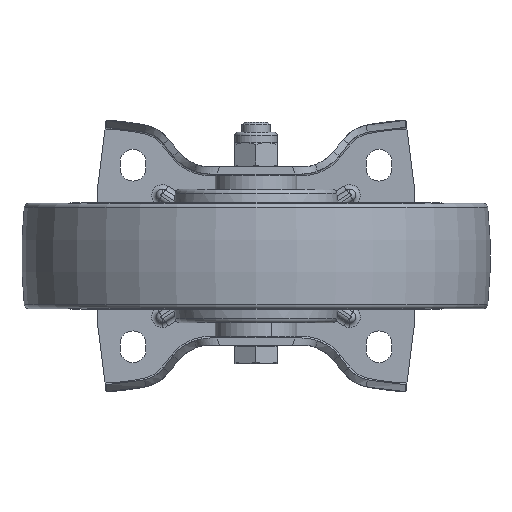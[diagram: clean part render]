
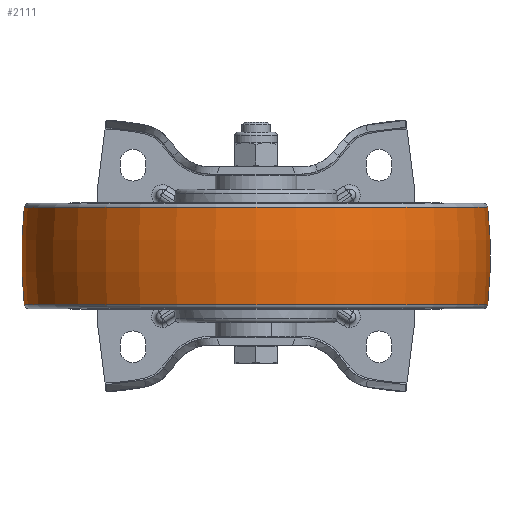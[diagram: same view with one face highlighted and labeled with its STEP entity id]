
A CAD part, front view. The second image highlights one B-rep face of the part: STEP entity #2111.
In plain terms, the highlighted toroidal (fillet/blend) face has major radius 100 mm and minor radius 200 mm.
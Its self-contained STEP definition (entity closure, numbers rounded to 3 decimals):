
#2111 = ADVANCED_FACE ( 'NONE', ( #23033 ), #12646, .T. ) ;
#2237 = EDGE_CURVE ( 'NONE', #23680, #23106, #18469, .T. ) ;
#2839 = CIRCLE ( 'NONE', #23924, 98.925 ) ;
#3282 = ORIENTED_EDGE ( 'NONE', *, *, #17496, .F. ) ;
#3674 = CARTESIAN_POINT ( 'NONE',  ( 67.5, -137., -17.293 ) ) ;
#4123 = AXIS2_PLACEMENT_3D ( 'NONE', #17064, #9507, #24941 ) ;
#4226 = ORIENTED_EDGE ( 'NONE', *, *, #2237, .T. ) ;
#4350 = DIRECTION ( 'NONE',  ( 1., 0., 0. ) ) ;
#4566 = VERTEX_POINT ( 'NONE', #23705 ) ;
#5606 = CARTESIAN_POINT ( 'NONE',  ( 67.5, -137., -38. ) ) ;
#5614 = DIRECTION ( 'NONE',  ( -1., 0., 0. ) ) ;
#7241 = DIRECTION ( 'NONE',  ( 0., 0., -1. ) ) ;
#7307 = EDGE_LOOP ( 'NONE', ( #15754, #21792, #4226, #3282 ) ) ;
#8022 = DIRECTION ( 'NONE',  ( 0., -1., 0. ) ) ;
#8498 = CARTESIAN_POINT ( 'NONE',  ( -31.425, -137., -17.293 ) ) ;
#9238 = DIRECTION ( 'NONE',  ( -1., 0., 0. ) ) ;
#9438 = EDGE_CURVE ( 'NONE', #21988, #4566, #11047, .T. ) ;
#9507 = DIRECTION ( 'NONE',  ( 0., 1., 0. ) ) ;
#10632 = CIRCLE ( 'NONE', #23571, 98.925 ) ;
#11047 = CIRCLE ( 'NONE', #4123, 200. ) ;
#12646 = TOROIDAL_SURFACE ( 'NONE', #24370, -100., 200. ) ;
#13351 = EDGE_CURVE ( 'NONE', #21988, #23680, #10632, .T. ) ;
#13688 = DIRECTION ( 'NONE',  ( 0., 0., -1. ) ) ;
#13778 = CARTESIAN_POINT ( 'NONE',  ( -31.425, -137., -58.707 ) ) ;
#15744 = CARTESIAN_POINT ( 'NONE',  ( 166.425, -137., -17.293 ) ) ;
#15754 = ORIENTED_EDGE ( 'NONE', *, *, #9438, .F. ) ;
#17064 = CARTESIAN_POINT ( 'NONE',  ( -32.5, -137., -38. ) ) ;
#17496 = EDGE_CURVE ( 'NONE', #4566, #23106, #2839, .T. ) ;
#18469 = CIRCLE ( 'NONE', #21569, 200. ) ;
#19508 = DIRECTION ( 'NONE',  ( 0., 0., -1. ) ) ;
#20103 = CARTESIAN_POINT ( 'NONE',  ( 167.5, -137., -38. ) ) ;
#21212 = CARTESIAN_POINT ( 'NONE',  ( 67.5, -137., -58.707 ) ) ;
#21460 = DIRECTION ( 'NONE',  ( -1., 0., 0. ) ) ;
#21569 = AXIS2_PLACEMENT_3D ( 'NONE', #20103, #8022, #4350 ) ;
#21792 = ORIENTED_EDGE ( 'NONE', *, *, #13351, .T. ) ;
#21988 = VERTEX_POINT ( 'NONE', #15744 ) ;
#23033 = FACE_OUTER_BOUND ( 'NONE', #7307, .T. ) ;
#23106 = VERTEX_POINT ( 'NONE', #13778 ) ;
#23571 = AXIS2_PLACEMENT_3D ( 'NONE', #3674, #13688, #5614 ) ;
#23680 = VERTEX_POINT ( 'NONE', #8498 ) ;
#23705 = CARTESIAN_POINT ( 'NONE',  ( 166.425, -137., -58.707 ) ) ;
#23924 = AXIS2_PLACEMENT_3D ( 'NONE', #21212, #19508, #21460 ) ;
#24370 = AXIS2_PLACEMENT_3D ( 'NONE', #5606, #7241, #9238 ) ;
#24941 = DIRECTION ( 'NONE',  ( 0., 0., 1. ) ) ;
